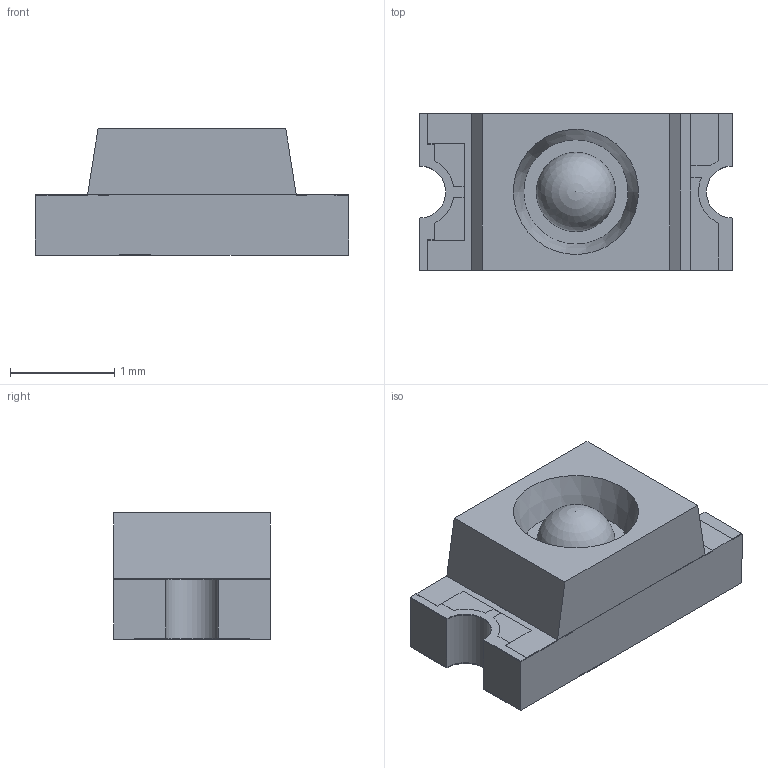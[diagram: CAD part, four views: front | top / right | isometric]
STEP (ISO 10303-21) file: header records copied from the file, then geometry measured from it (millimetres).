
FILE_DESCRIPTION(/* description */ ('Unknown'),/* implementation_level */ '2;1');
FILE_NAME(/* name */ '15412085A9000',/* time_stamp */ '2018-04-24T12:58:31+02:00',/* author */ ('Unknown'),/* organization */ ('Unknown'),/* preprocessor_version */ 'ST-DEVELOPER v16.7',/* originating_system */ 'DEX',/* authorisation */ $);
FILE_SCHEMA (('AUTOMOTIVE_DESIGN {1 0 10303 214 3 1 1}'));
Length unit declared in the file: millimetre
Products named in the file (4): 15412085A9000; Body; Dome; Pins
Assembly tree (3 placements, depth 2):
  15412085A9000
    Body
    Dome
    Pins
Bounding box: 3 x 1.5 x 1.21 mm (x, y, z)
Volume: 4 mm3; surface area: 31.2 mm2
Topology: 9 solids, 9 shells, 233 faces, 622 edges, 412 vertices
Faces by surface type: plane 209, cylinder 22, cone 1, sphere 1
Entity records: 8609 total; most frequent: CARTESIAN_POINT 1267, ORIENTED_EDGE 1238, DIRECTION 1140, EDGE_CURVE 619, LINE 572, VECTOR 572, VERTEX_POINT 411, AXIS2_PLACEMENT_3D 284
